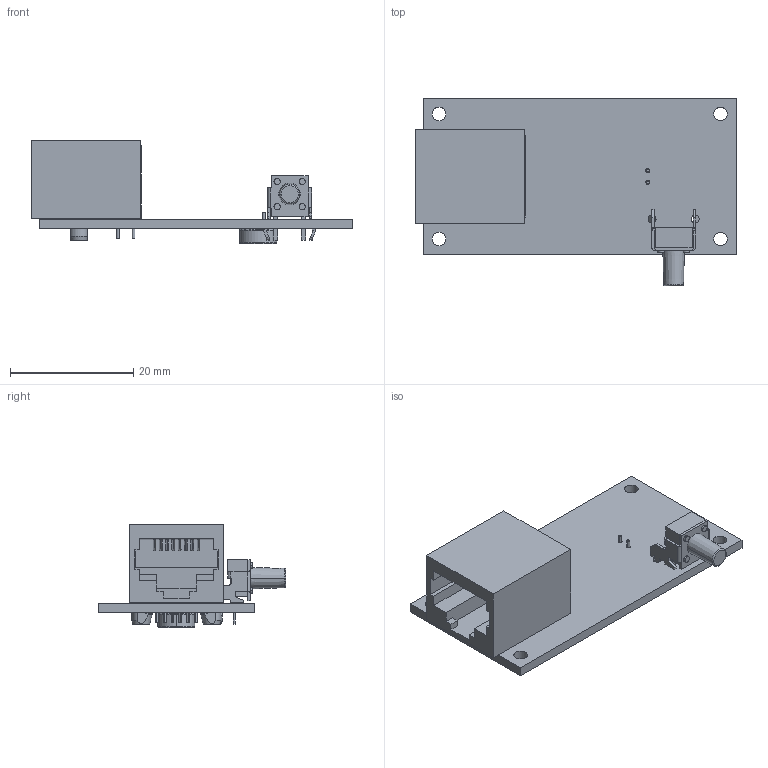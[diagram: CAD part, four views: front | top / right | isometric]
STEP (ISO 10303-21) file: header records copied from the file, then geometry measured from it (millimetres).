
FILE_DESCRIPTION(('KiCad electronic assembly'),'2;1');
FILE_NAME('Xiegu MiniMic.step','2022-11-08T22:03:03',('Pcbnew'),('Kicad' ),'Open CASCADE STEP processor 7.5','KiCad to STEP converter', 'Unknown');
FILE_SCHEMA(('AUTOMOTIVE_DESIGN { 1 0 10303 214 1 1 1 1 }'));
Length unit declared in the file: millimetre
Products named in the file (8): Xiegu MiniMic 1; 1-1825027-1; COMPOUND; 54602-908LFc; SOLID; EM-6022P-1; _autosave-Xiegu MiniMic PCB
Assembly tree (7 placements, depth 3):
  Xiegu MiniMic 1
    1-1825027-1
      COMPOUND
    54602-908LFc
      SOLID
    EM-6022P-1
      COMPOUND
    _autosave-Xiegu MiniMic PCB
Bounding box: 52.01 x 30.45 x 16.73 mm (x, y, z)
Volume: 4674.5 mm3; surface area: 5593.8 mm2
Topology: 9 solids, 9 shells, 363 faces, 951 edges, 626 vertices
Faces by surface type: plane 211, cylinder 132, torus 14, cone 6
Full cylindrical faces by diameter (mm): 0.65 x2, 0.76 x8, 0.99 x2, 1.3 x2, 2.2 x4, 3.2 x2
Entity records: 29539 total; most frequent: CARTESIAN_POINT 10424, DIRECTION 3493, LINE 2141, VECTOR 2141, ORIENTED_EDGE 1902, PCURVE 1902, DEFINITIONAL_REPRESENTATION 1902, EDGE_CURVE 951
